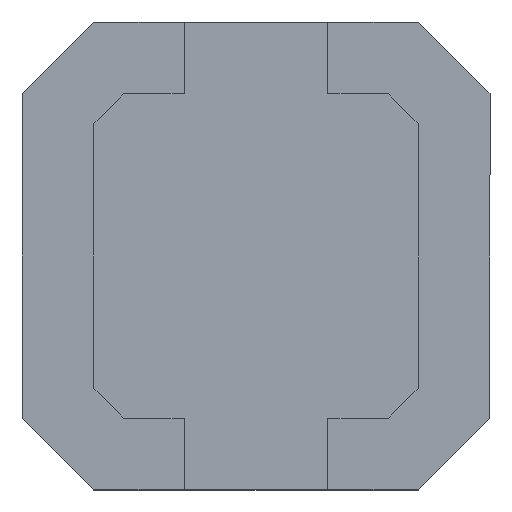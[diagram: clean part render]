
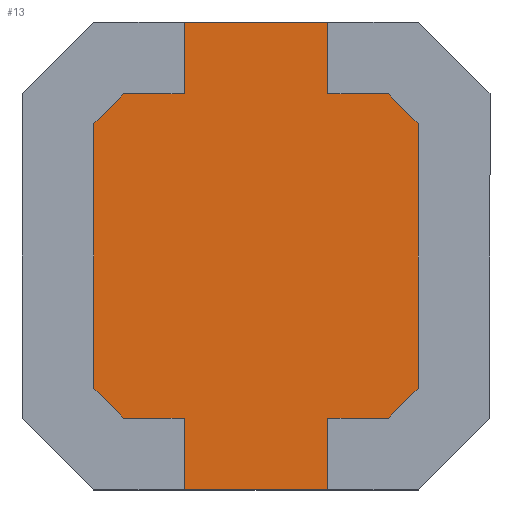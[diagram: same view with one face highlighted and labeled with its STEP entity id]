
A CAD part, front view. The second image highlights one B-rep face of the part: STEP entity #13.
In plain terms, the highlighted planar face has unit normal (0, -1, 0).
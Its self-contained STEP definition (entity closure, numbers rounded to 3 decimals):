
#13 = ADVANCED_FACE ( 'NONE', ( #1058 ), #2080, .F. ) ;
#14 = DIRECTION ( 'NONE',  ( 0., 1., 0. ) ) ;
#34 = LINE ( 'NONE', #997, #122 ) ;
#122 = VECTOR ( 'NONE', #2081, 1000. ) ;
#136 = ORIENTED_EDGE ( 'NONE', *, *, #449, .T. ) ;
#156 = CARTESIAN_POINT ( 'NONE',  ( -0.75, 0.15, 2.44 ) ) ;
#169 = CARTESIAN_POINT ( 'NONE',  ( 1.69, 0.15, 1.379 ) ) ;
#185 = CARTESIAN_POINT ( 'NONE',  ( -1.69, 0.15, 1.379 ) ) ;
#254 = VECTOR ( 'NONE', #1511, 1000. ) ;
#269 = VERTEX_POINT ( 'NONE', #1613 ) ;
#276 = LINE ( 'NONE', #1554, #752 ) ;
#294 = DIRECTION ( 'NONE',  ( 0., 0., 1. ) ) ;
#303 = EDGE_CURVE ( 'NONE', #1665, #2906, #1370, .T. ) ;
#356 = CARTESIAN_POINT ( 'NONE',  ( -1.379, 0.15, -1.69 ) ) ;
#386 = ORIENTED_EDGE ( 'NONE', *, *, #1095, .F. ) ;
#388 = VECTOR ( 'NONE', #2928, 1000. ) ;
#397 = CARTESIAN_POINT ( 'NONE',  ( 0.75, 0.15, -2.44 ) ) ;
#401 = VERTEX_POINT ( 'NONE', #169 ) ;
#449 = EDGE_CURVE ( 'NONE', #1665, #2377, #938, .T. ) ;
#488 = CARTESIAN_POINT ( 'NONE',  ( -1.69, 0.15, 1.379 ) ) ;
#546 = VECTOR ( 'NONE', #1693, 1000. ) ;
#551 = ORIENTED_EDGE ( 'NONE', *, *, #628, .T. ) ;
#628 = EDGE_CURVE ( 'NONE', #1042, #1986, #1634, .T. ) ;
#689 = EDGE_CURVE ( 'NONE', #2880, #2179, #819, .T. ) ;
#752 = VECTOR ( 'NONE', #793, 1000. ) ;
#791 = ORIENTED_EDGE ( 'NONE', *, *, #1780, .T. ) ;
#793 = DIRECTION ( 'NONE',  ( 0.707, 0., -0.707 ) ) ;
#796 = CARTESIAN_POINT ( 'NONE',  ( 1.69, 0.15, -1.379 ) ) ;
#819 = LINE ( 'NONE', #1843, #2254 ) ;
#938 = LINE ( 'NONE', #1963, #254 ) ;
#946 = EDGE_CURVE ( 'NONE', #2377, #2582, #2922, .T. ) ;
#964 = LINE ( 'NONE', #3004, #1569 ) ;
#969 = VERTEX_POINT ( 'NONE', #1119 ) ;
#997 = CARTESIAN_POINT ( 'NONE',  ( 1.379, 0.15, -1.69 ) ) ;
#1031 = VERTEX_POINT ( 'NONE', #2418 ) ;
#1042 = VERTEX_POINT ( 'NONE', #1621 ) ;
#1050 = CARTESIAN_POINT ( 'NONE',  ( -1.379, 0.15, 1.69 ) ) ;
#1058 = FACE_OUTER_BOUND ( 'NONE', #3163, .T. ) ;
#1095 = EDGE_CURVE ( 'NONE', #1031, #1986, #964, .T. ) ;
#1119 = CARTESIAN_POINT ( 'NONE',  ( 1.69, 0.15, -1.379 ) ) ;
#1135 = LINE ( 'NONE', #2909, #3134 ) ;
#1142 = LINE ( 'NONE', #397, #1150 ) ;
#1150 = VECTOR ( 'NONE', #1900, 1000. ) ;
#1160 = CARTESIAN_POINT ( 'NONE',  ( -0.75, 0.15, 1.69 ) ) ;
#1180 = CARTESIAN_POINT ( 'NONE',  ( 0.75, 0.15, -1.69 ) ) ;
#1195 = VERTEX_POINT ( 'NONE', #1322 ) ;
#1217 = VECTOR ( 'NONE', #1390, 1000. ) ;
#1238 = VECTOR ( 'NONE', #1964, 1000. ) ;
#1240 = VECTOR ( 'NONE', #294, 1000. ) ;
#1256 = ORIENTED_EDGE ( 'NONE', *, *, #3072, .T. ) ;
#1267 = VERTEX_POINT ( 'NONE', #1839 ) ;
#1283 = CARTESIAN_POINT ( 'NONE',  ( -1.69, 0.15, -1.379 ) ) ;
#1299 = EDGE_CURVE ( 'NONE', #2906, #269, #1135, .T. ) ;
#1322 = CARTESIAN_POINT ( 'NONE',  ( 0.75, 0.15, 1.69 ) ) ;
#1332 = VERTEX_POINT ( 'NONE', #2986 ) ;
#1340 = VECTOR ( 'NONE', #1439, 1000. ) ;
#1370 = LINE ( 'NONE', #156, #3316 ) ;
#1374 = ORIENTED_EDGE ( 'NONE', *, *, #1788, .T. ) ;
#1390 = DIRECTION ( 'NONE',  ( 1., 0., 0. ) ) ;
#1439 = DIRECTION ( 'NONE',  ( -0.707, 0., -0.707 ) ) ;
#1483 = DIRECTION ( 'NONE',  ( 0., 0., 1. ) ) ;
#1499 = VERTEX_POINT ( 'NONE', #1283 ) ;
#1511 = DIRECTION ( 'NONE',  ( -1., 0., 0. ) ) ;
#1552 = ORIENTED_EDGE ( 'NONE', *, *, #2635, .T. ) ;
#1554 = CARTESIAN_POINT ( 'NONE',  ( 1.379, 0.15, 1.69 ) ) ;
#1569 = VECTOR ( 'NONE', #1483, 1000. ) ;
#1611 = ORIENTED_EDGE ( 'NONE', *, *, #303, .F. ) ;
#1613 = CARTESIAN_POINT ( 'NONE',  ( 0.75, 0.15, 2.44 ) ) ;
#1621 = CARTESIAN_POINT ( 'NONE',  ( -1.379, 0.15, -1.69 ) ) ;
#1634 = LINE ( 'NONE', #356, #1217 ) ;
#1665 = VERTEX_POINT ( 'NONE', #1160 ) ;
#1676 = CARTESIAN_POINT ( 'NONE',  ( -1.69, 0.15, -1.379 ) ) ;
#1693 = DIRECTION ( 'NONE',  ( 0., 0., -1. ) ) ;
#1780 = EDGE_CURVE ( 'NONE', #969, #401, #3108, .T. ) ;
#1787 = ORIENTED_EDGE ( 'NONE', *, *, #2966, .F. ) ;
#1788 = EDGE_CURVE ( 'NONE', #1332, #969, #34, .T. ) ;
#1839 = CARTESIAN_POINT ( 'NONE',  ( 1.379, 0.15, 1.69 ) ) ;
#1843 = CARTESIAN_POINT ( 'NONE',  ( 0.75, 0.15, 2.44 ) ) ;
#1875 = EDGE_CURVE ( 'NONE', #1267, #401, #276, .T. ) ;
#1876 = DIRECTION ( 'NONE',  ( 1., 0., 0. ) ) ;
#1900 = DIRECTION ( 'NONE',  ( -1., 0., 0. ) ) ;
#1902 = ORIENTED_EDGE ( 'NONE', *, *, #1875, .F. ) ;
#1924 = LINE ( 'NONE', #3268, #1238 ) ;
#1944 = LINE ( 'NONE', #2259, #546 ) ;
#1963 = CARTESIAN_POINT ( 'NONE',  ( -0.75, 0.15, 1.69 ) ) ;
#1964 = DIRECTION ( 'NONE',  ( 1., 0., 0. ) ) ;
#1986 = VERTEX_POINT ( 'NONE', #2675 ) ;
#2022 = ORIENTED_EDGE ( 'NONE', *, *, #946, .T. ) ;
#2059 = ORIENTED_EDGE ( 'NONE', *, *, #3182, .T. ) ;
#2080 = PLANE ( 'NONE',  #2868 ) ;
#2081 = DIRECTION ( 'NONE',  ( 0.707, 0., 0.707 ) ) ;
#2177 = ORIENTED_EDGE ( 'NONE', *, *, #1299, .F. ) ;
#2179 = VERTEX_POINT ( 'NONE', #3200 ) ;
#2223 = LINE ( 'NONE', #185, #2532 ) ;
#2254 = VECTOR ( 'NONE', #2856, 1000. ) ;
#2259 = CARTESIAN_POINT ( 'NONE',  ( 0.75, 0.15, 2.44 ) ) ;
#2290 = EDGE_CURVE ( 'NONE', #269, #1195, #1944, .T. ) ;
#2299 = CARTESIAN_POINT ( 'NONE',  ( 0.75, 0.15, 2.44 ) ) ;
#2344 = CARTESIAN_POINT ( 'NONE',  ( 0.75, 0.15, 1.69 ) ) ;
#2377 = VERTEX_POINT ( 'NONE', #1050 ) ;
#2408 = DIRECTION ( 'NONE',  ( 0., 0., 1. ) ) ;
#2418 = CARTESIAN_POINT ( 'NONE',  ( -0.75, 0.15, -2.44 ) ) ;
#2444 = DIRECTION ( 'NONE',  ( 0.707, 0., -0.707 ) ) ;
#2497 = CARTESIAN_POINT ( 'NONE',  ( -0.75, 0.15, 2.44 ) ) ;
#2532 = VECTOR ( 'NONE', #3249, 1000. ) ;
#2582 = VERTEX_POINT ( 'NONE', #488 ) ;
#2603 = LINE ( 'NONE', #2344, #388 ) ;
#2624 = ORIENTED_EDGE ( 'NONE', *, *, #2974, .F. ) ;
#2635 = EDGE_CURVE ( 'NONE', #2880, #1332, #1924, .T. ) ;
#2648 = DIRECTION ( 'NONE',  ( 0., 0., 1. ) ) ;
#2675 = CARTESIAN_POINT ( 'NONE',  ( -0.75, 0.15, -1.69 ) ) ;
#2792 = ORIENTED_EDGE ( 'NONE', *, *, #689, .F. ) ;
#2838 = ORIENTED_EDGE ( 'NONE', *, *, #2290, .F. ) ;
#2856 = DIRECTION ( 'NONE',  ( 0., 0., -1. ) ) ;
#2868 = AXIS2_PLACEMENT_3D ( 'NONE', #2299, #14, #2648 ) ;
#2880 = VERTEX_POINT ( 'NONE', #1180 ) ;
#2906 = VERTEX_POINT ( 'NONE', #2497 ) ;
#2909 = CARTESIAN_POINT ( 'NONE',  ( 0.75, 0.15, 2.44 ) ) ;
#2922 = LINE ( 'NONE', #3227, #1340 ) ;
#2928 = DIRECTION ( 'NONE',  ( 1., 0., 0. ) ) ;
#2942 = LINE ( 'NONE', #1676, #3229 ) ;
#2966 = EDGE_CURVE ( 'NONE', #1195, #1267, #2603, .T. ) ;
#2974 = EDGE_CURVE ( 'NONE', #2179, #1031, #1142, .T. ) ;
#2986 = CARTESIAN_POINT ( 'NONE',  ( 1.379, 0.15, -1.69 ) ) ;
#3004 = CARTESIAN_POINT ( 'NONE',  ( -0.75, 0.15, 2.44 ) ) ;
#3072 = EDGE_CURVE ( 'NONE', #1499, #1042, #2942, .T. ) ;
#3108 = LINE ( 'NONE', #796, #1240 ) ;
#3134 = VECTOR ( 'NONE', #1876, 1000. ) ;
#3163 = EDGE_LOOP ( 'NONE', ( #1611, #136, #2022, #2059, #1256, #551, #386, #2624, #2792, #1552, #1374, #791, #1902, #1787, #2838, #2177 ) ) ;
#3182 = EDGE_CURVE ( 'NONE', #2582, #1499, #2223, .T. ) ;
#3200 = CARTESIAN_POINT ( 'NONE',  ( 0.75, 0.15, -2.44 ) ) ;
#3227 = CARTESIAN_POINT ( 'NONE',  ( -1.379, 0.15, 1.69 ) ) ;
#3229 = VECTOR ( 'NONE', #2444, 1000. ) ;
#3249 = DIRECTION ( 'NONE',  ( 0., 0., -1. ) ) ;
#3268 = CARTESIAN_POINT ( 'NONE',  ( 0.75, 0.15, -1.69 ) ) ;
#3316 = VECTOR ( 'NONE', #2408, 1000. ) ;
